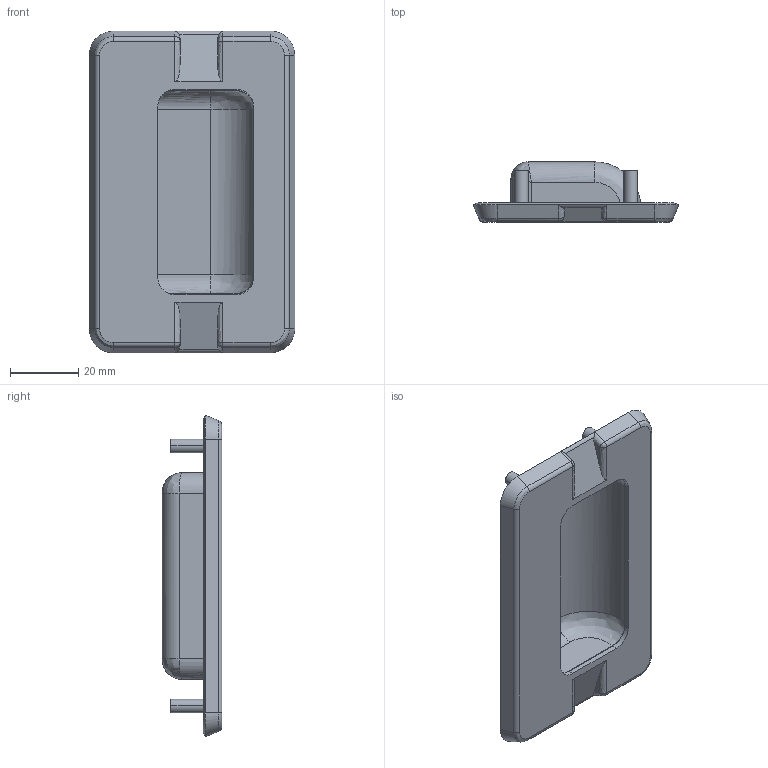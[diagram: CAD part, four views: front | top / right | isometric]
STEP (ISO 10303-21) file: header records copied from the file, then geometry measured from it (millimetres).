
FILE_DESCRIPTION((''),'2;1');
FILE_NAME('','2005-10-12T11:46:47',(''),(''),'','CADfix','');
FILE_SCHEMA(('AUTOMOTIVE_DESIGN'));
Length unit declared in the file: millimetre
Products named in the file (4): bolt; cover; base; THA_425_3_28996_36
Assembly tree (6 placements, depth 2):
  THA_425_3_28996_36
    bolt  x4
    cover
    base
Bounding box: 60 x 17.5 x 94 mm (x, y, z)
Volume: 11516.1 mm3; surface area: 25595.8 mm2
Topology: 6 solids, 6 shells, 422 faces, 1054 edges, 656 vertices
Faces by surface type: bspline 422
Entity records: 16544 total; most frequent: CARTESIAN_POINT 11480, ORIENTED_EDGE 1738, EDGE_CURVE 869, VERTEX_POINT 530, QUASI_UNIFORM_CURVE 429, EDGE_LOOP 377, FACE_OUTER_BOUND 356, ADVANCED_FACE 356
